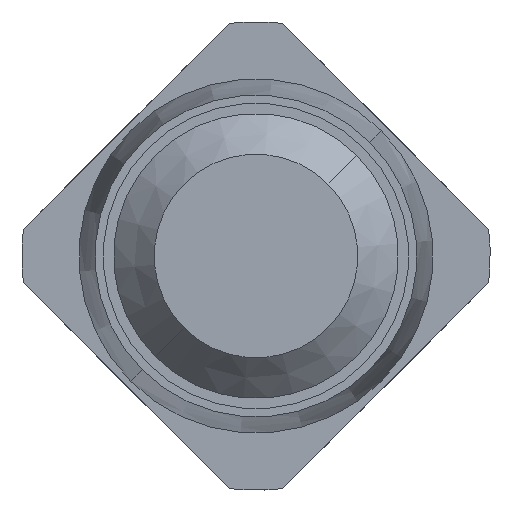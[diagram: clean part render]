
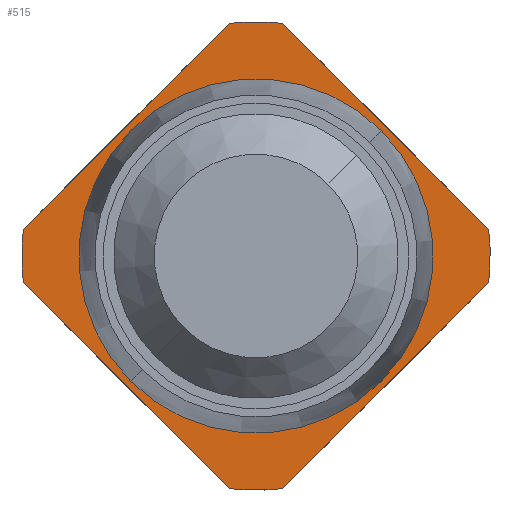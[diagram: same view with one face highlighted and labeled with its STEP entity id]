
A CAD part, front view. The second image highlights one B-rep face of the part: STEP entity #515.
In plain terms, the highlighted planar face has unit normal (0, -1, 0).
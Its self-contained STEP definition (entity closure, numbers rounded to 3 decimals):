
#141 = AXIS2_PLACEMENT_3D ( 'NONE', #4666, #1616, #866 ) ;
#249 = ORIENTED_EDGE ( 'NONE', *, *, #3549, .F. ) ;
#303 = EDGE_CURVE ( 'Defeature ausgef�hrt2_24+Defeature ausgef�hrt2_14+Defeature ausgef�hrt2_10+Defeature ausgef�hrt2_12', #1200, #4008, #4007, .T. ) ;
#304 = LINE ( 'NONE', #3860, #2092 ) ;
#327 = CARTESIAN_POINT ( 'NONE',  ( -0.318, -2.9, 0.318 ) ) ;
#447 = CARTESIAN_POINT ( 'NONE',  ( -0.571, -2.9, 0.065 ) ) ;
#511 = EDGE_CURVE ( 'Defeature ausgef�hrt2_10+Defeature ausgef�hrt2_14+Defeature ausgef�hrt2_25+Defeature ausgef�hrt2_24', #4100, #1200, #2025, .T. ) ;
#515 = ADVANCED_FACE ( 'Defeature ausgef�hrt2_14', ( #4070, #544 ), #1466, .F. ) ;
#544 = FACE_OUTER_BOUND ( 'NONE', #1070, .T. ) ;
#664 = EDGE_CURVE ( 'Defeature ausgef�hrt2_13+Defeature ausgef�hrt2_14+Defeature ausgef�hrt2_23+Defeature ausgef�hrt2_22', #776, #3876, #2927, .T. ) ;
#776 = VERTEX_POINT ( 'NONE', #4684 ) ;
#851 = ORIENTED_EDGE ( 'NONE', *, *, #3078, .F. ) ;
#863 = EDGE_CURVE ( 'Defeature ausgef�hrt2_14+Defeature ausgef�hrt2_19+Defeature ausgef�hrt2_19+Defeature ausgef�hrt2_19', #4273, #3398, #909, .T. ) ;
#866 = DIRECTION ( 'NONE',  ( 0.707, 0., 0.707 ) ) ;
#909 = CIRCLE ( 'NONE', #2953, 0.435 ) ;
#1028 = DIRECTION ( 'NONE',  ( -0.707, 0., -0.707 ) ) ;
#1070 = EDGE_LOOP ( 'NONE', ( #3670, #2324, #4473, #1372, #851, #249, #4642, #1423 ) ) ;
#1076 = CARTESIAN_POINT ( 'NONE',  ( 0., -2.9, 0. ) ) ;
#1108 = AXIS2_PLACEMENT_3D ( 'NONE', #4089, #2546, #3378 ) ;
#1182 = CARTESIAN_POINT ( 'NONE',  ( 0.088, -2.9, -0.725 ) ) ;
#1187 = LINE ( 'NONE', #3294, #2554 ) ;
#1200 = VERTEX_POINT ( 'NONE', #3649 ) ;
#1372 = ORIENTED_EDGE ( 'NONE', *, *, #664, .F. ) ;
#1401 = CARTESIAN_POINT ( 'NONE',  ( 0.065, -2.9, 0.571 ) ) ;
#1423 = ORIENTED_EDGE ( 'NONE', *, *, #511, .F. ) ;
#1466 = PLANE ( 'NONE',  #4918 ) ;
#1476 = EDGE_CURVE ( 'Defeature ausgef�hrt2_22+Defeature ausgef�hrt2_14+Defeature ausgef�hrt2_13+Defeature ausgef�hrt2_11', #3876, #3213, #304, .T. ) ;
#1499 = CARTESIAN_POINT ( 'NONE',  ( 0.065, -2.9, -0.571 ) ) ;
#1528 = DIRECTION ( 'NONE',  ( 0.707, 0., 0.707 ) ) ;
#1616 = DIRECTION ( 'NONE',  ( 0., 1., 0. ) ) ;
#1964 = EDGE_CURVE ( 'Defeature ausgef�hrt2_14+Defeature ausgef�hrt2_19+Defeature ausgef�hrt2_19+Defeature ausgef�hrt2_19', #3398, #4273, #2679, .T. ) ;
#2025 = CIRCLE ( 'NONE', #3657, 0.575 ) ;
#2092 = VECTOR ( 'NONE', #3841, 1000. ) ;
#2139 = LINE ( 'NONE', #327, #2248 ) ;
#2209 = DIRECTION ( 'NONE',  ( 0., 1., 0. ) ) ;
#2213 = DIRECTION ( 'NONE',  ( 0.707, 0., 0.707 ) ) ;
#2248 = VECTOR ( 'NONE', #3764, 1000. ) ;
#2257 = DIRECTION ( 'NONE',  ( 0., 1., 0. ) ) ;
#2282 = DIRECTION ( 'NONE',  ( 0.707, 0., 0.707 ) ) ;
#2324 = ORIENTED_EDGE ( 'NONE', *, *, #3121, .F. ) ;
#2491 = CIRCLE ( 'NONE', #4841, 0.575 ) ;
#2546 = DIRECTION ( 'NONE',  ( 0., 1., 0. ) ) ;
#2554 = VECTOR ( 'NONE', #1028, 1000. ) ;
#2573 = DIRECTION ( 'NONE',  ( 0.707, 0., 0.707 ) ) ;
#2636 = CARTESIAN_POINT ( 'NONE',  ( 0.407, -2.9, -0.407 ) ) ;
#2679 = CIRCLE ( 'NONE', #2755, 0.435 ) ;
#2712 = DIRECTION ( 'NONE',  ( -0.707, 0., 0.707 ) ) ;
#2726 = CIRCLE ( 'NONE', #1108, 0.575 ) ;
#2755 = AXIS2_PLACEMENT_3D ( 'NONE', #4163, #2257, #2213 ) ;
#2927 = CIRCLE ( 'NONE', #141, 0.575 ) ;
#2949 = EDGE_LOOP ( 'NONE', ( #3323, #4799 ) ) ;
#2953 = AXIS2_PLACEMENT_3D ( 'NONE', #1076, #4903, #2987 ) ;
#2987 = DIRECTION ( 'NONE',  ( 0.707, 0., 0.707 ) ) ;
#3050 = CARTESIAN_POINT ( 'NONE',  ( 0.571, -2.9, 0.065 ) ) ;
#3078 = EDGE_CURVE ( 'Defeature ausgef�hrt2_23+Defeature ausgef�hrt2_14+Defeature ausgef�hrt2_12+Defeature ausgef�hrt2_13', #3266, #776, #2139, .T. ) ;
#3121 = EDGE_CURVE ( 'Defeature ausgef�hrt2_11+Defeature ausgef�hrt2_14+Defeature ausgef�hrt2_22+Defeature ausgef�hrt2_25', #3213, #4625, #2726, .T. ) ;
#3213 = VERTEX_POINT ( 'NONE', #3050 ) ;
#3266 = VERTEX_POINT ( 'NONE', #447 ) ;
#3294 = CARTESIAN_POINT ( 'NONE',  ( 0.318, -2.9, -0.318 ) ) ;
#3323 = ORIENTED_EDGE ( 'NONE', *, *, #1964, .T. ) ;
#3378 = DIRECTION ( 'NONE',  ( 0.707, 0., 0.707 ) ) ;
#3398 = VERTEX_POINT ( 'NONE', #4692 ) ;
#3470 = EDGE_CURVE ( 'Defeature ausgef�hrt2_25+Defeature ausgef�hrt2_14+Defeature ausgef�hrt2_11+Defeature ausgef�hrt2_10', #4625, #4100, #1187, .T. ) ;
#3549 = EDGE_CURVE ( 'Defeature ausgef�hrt2_12+Defeature ausgef�hrt2_14+Defeature ausgef�hrt2_24+Defeature ausgef�hrt2_23', #4008, #3266, #2491, .T. ) ;
#3649 = CARTESIAN_POINT ( 'NONE',  ( -0.065, -2.9, -0.571 ) ) ;
#3657 = AXIS2_PLACEMENT_3D ( 'NONE', #4584, #4177, #1528 ) ;
#3670 = ORIENTED_EDGE ( 'NONE', *, *, #3470, .F. ) ;
#3764 = DIRECTION ( 'NONE',  ( 0.707, 0., 0.707 ) ) ;
#3841 = DIRECTION ( 'NONE',  ( 0.707, 0., -0.707 ) ) ;
#3860 = CARTESIAN_POINT ( 'NONE',  ( 0.725, -2.9, -0.088 ) ) ;
#3876 = VERTEX_POINT ( 'NONE', #1401 ) ;
#4007 = LINE ( 'NONE', #1182, #4588 ) ;
#4008 = VERTEX_POINT ( 'NONE', #4858 ) ;
#4070 = FACE_BOUND ( 'NONE', #2949, .T. ) ;
#4089 = CARTESIAN_POINT ( 'NONE',  ( 0., -2.9, 0. ) ) ;
#4100 = VERTEX_POINT ( 'NONE', #1499 ) ;
#4163 = CARTESIAN_POINT ( 'NONE',  ( 0., -2.9, 0. ) ) ;
#4177 = DIRECTION ( 'NONE',  ( 0., 1., 0. ) ) ;
#4273 = VERTEX_POINT ( 'NONE', #4596 ) ;
#4473 = ORIENTED_EDGE ( 'NONE', *, *, #1476, .F. ) ;
#4479 = CARTESIAN_POINT ( 'NONE',  ( 0.571, -2.9, -0.065 ) ) ;
#4559 = DIRECTION ( 'NONE',  ( 0., 1., 0. ) ) ;
#4584 = CARTESIAN_POINT ( 'NONE',  ( 0., -2.9, 0. ) ) ;
#4588 = VECTOR ( 'NONE', #2712, 1000. ) ;
#4596 = CARTESIAN_POINT ( 'NONE',  ( -0.308, -2.9, -0.308 ) ) ;
#4625 = VERTEX_POINT ( 'NONE', #4479 ) ;
#4642 = ORIENTED_EDGE ( 'NONE', *, *, #303, .F. ) ;
#4666 = CARTESIAN_POINT ( 'NONE',  ( 0., -2.9, 0. ) ) ;
#4684 = CARTESIAN_POINT ( 'NONE',  ( -0.065, -2.9, 0.571 ) ) ;
#4692 = CARTESIAN_POINT ( 'NONE',  ( 0.308, -2.9, 0.308 ) ) ;
#4799 = ORIENTED_EDGE ( 'NONE', *, *, #863, .T. ) ;
#4841 = AXIS2_PLACEMENT_3D ( 'NONE', #4897, #2209, #2573 ) ;
#4858 = CARTESIAN_POINT ( 'NONE',  ( -0.571, -2.9, -0.065 ) ) ;
#4897 = CARTESIAN_POINT ( 'NONE',  ( 0., -2.9, 0. ) ) ;
#4903 = DIRECTION ( 'NONE',  ( 0., 1., 0. ) ) ;
#4918 = AXIS2_PLACEMENT_3D ( 'NONE', #2636, #4559, #2282 ) ;
